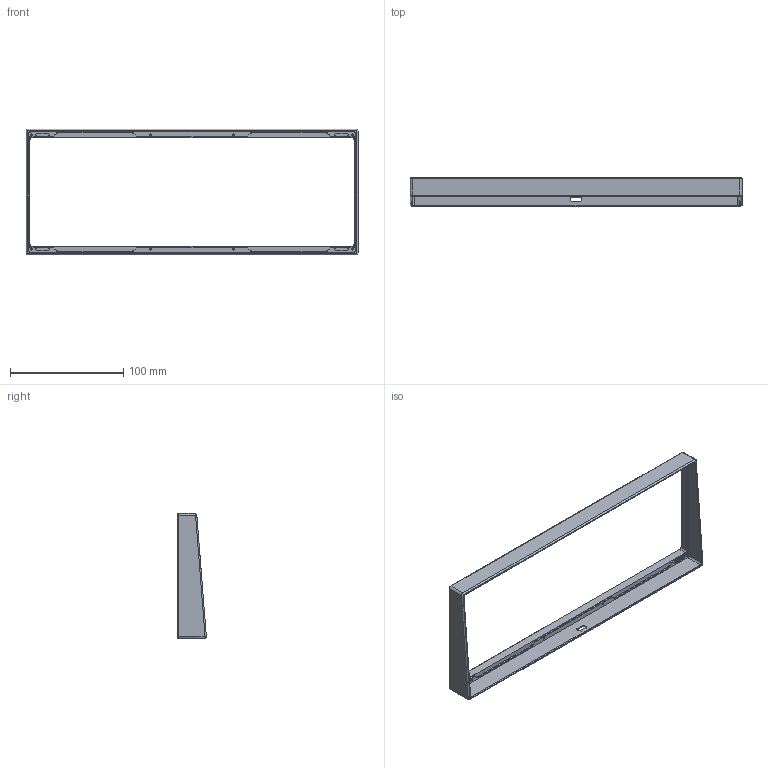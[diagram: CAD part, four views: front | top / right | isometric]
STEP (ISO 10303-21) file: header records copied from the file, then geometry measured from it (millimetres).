
FILE_DESCRIPTION(/* description */ (''),/* implementation_level */ '2;1');
FILE_NAME(/* name */ 'ogre_top.step',/* time_stamp */ '2024-07-04T06:54:49-05:00',/* author */ (''),/* organization */ (''),/* preprocessor_version */ 'ST-DEVELOPER v20',/* originating_system */ 'Autodesk Translation Framework v13.14.0.145',/* authorisation */ '');
FILE_SCHEMA (('AUTOMOTIVE_DESIGN { 1 0 10303 214 3 1 1 }'));
Length unit declared in the file: millimetre
Products named in the file (1): Ogre
Bounding box: 293.75 x 25.57 x 111.25 mm (x, y, z)
Volume: 67844 mm3; surface area: 42987.3 mm2
Topology: 1 solids, 1 shells, 503 faces, 1342 edges, 860 vertices
Faces by surface type: bspline 254, plane 123, cylinder 82, cone 32, torus 12
Full cylindrical faces by diameter (mm): 1.623 x8
Entity records: 17432 total; most frequent: CARTESIAN_POINT 6985, ORIENTED_EDGE 2668, DIRECTION 1481, EDGE_CURVE 1334, VERTEX_POINT 860, LINE 589, VECTOR 589, EDGE_LOOP 534
